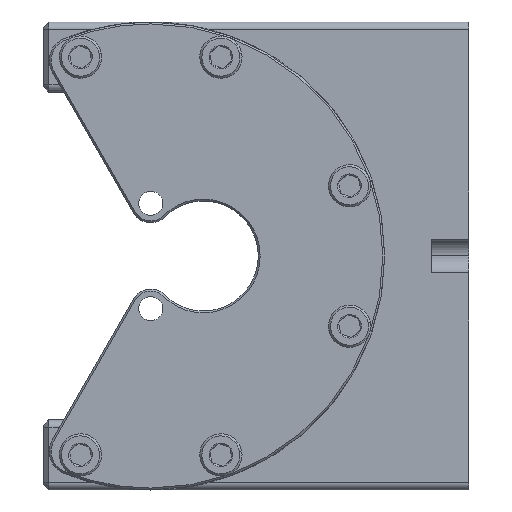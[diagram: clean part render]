
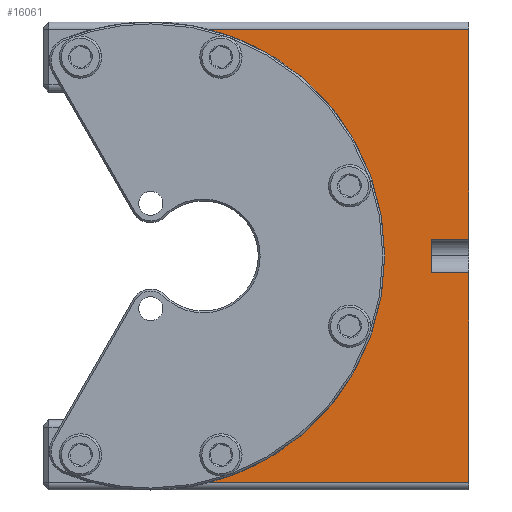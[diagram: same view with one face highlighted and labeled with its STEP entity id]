
A CAD part, left-side view. The second image highlights one B-rep face of the part: STEP entity #16061.
In plain terms, the highlighted planar face has unit normal (-1, 0, 0).
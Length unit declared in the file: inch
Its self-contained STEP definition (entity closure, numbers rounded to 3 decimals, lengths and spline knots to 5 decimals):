
#51 = EDGE_CURVE ( 'NONE', #15289, #363, #4656, .T. ) ;
#183 = CARTESIAN_POINT ( 'NONE',  ( -0.09112, 0.43713, 0.58478 ) ) ;
#363 = VERTEX_POINT ( 'NONE', #9932 ) ;
#457 = DIRECTION ( 'NONE',  ( 0., 0., -1. ) ) ;
#1271 = LINE ( 'NONE', #19002, #8263 ) ;
#1477 = ORIENTED_EDGE ( 'NONE', *, *, #10588, .T. ) ;
#1605 = DIRECTION ( 'NONE',  ( 0., 1., 0. ) ) ;
#1930 = LINE ( 'NONE', #183, #10379 ) ;
#3165 = DIRECTION ( 'NONE',  ( 0., 0., 1. ) ) ;
#3457 = CARTESIAN_POINT ( 'NONE',  ( -0.09112, 0.43713, 3.04478 ) ) ;
#4231 = DIRECTION ( 'NONE',  ( 0., 0., 1. ) ) ;
#4432 = CARTESIAN_POINT ( 'NONE',  ( -0.09112, 0.06213, 1.70478 ) ) ;
#4612 = CARTESIAN_POINT ( 'NONE',  ( -0.09112, 1.44844, 3.00478 ) ) ;
#4656 = LINE ( 'NONE', #12403, #4802 ) ;
#4802 = VECTOR ( 'NONE', #16791, 39.37008 ) ;
#5286 = CIRCLE ( 'NONE', #7447, 1.25 ) ;
#5451 = AXIS2_PLACEMENT_3D ( 'NONE', #3457, #16688, #457 ) ;
#5777 = CARTESIAN_POINT ( 'NONE',  ( -0.09112, 0.06213, 0.58478 ) ) ;
#6263 = VECTOR ( 'NONE', #4231, 39.37008 ) ;
#6813 = CARTESIAN_POINT ( 'NONE',  ( -0.09112, 1.44844, 0.58478 ) ) ;
#6846 = ORIENTED_EDGE ( 'NONE', *, *, #16532, .T. ) ;
#7090 = ORIENTED_EDGE ( 'NONE', *, *, #11153, .T. ) ;
#7447 = AXIS2_PLACEMENT_3D ( 'NONE', #7746, #10473, #3165 ) ;
#7609 = CARTESIAN_POINT ( 'NONE',  ( -0.09112, 0.06213, 3.04478 ) ) ;
#7746 = CARTESIAN_POINT ( 'NONE',  ( -0.09112, 1.76213, 1.79478 ) ) ;
#7817 = CARTESIAN_POINT ( 'NONE',  ( -0.09112, 0.06213, 3.00478 ) ) ;
#7978 = EDGE_CURVE ( 'NONE', #363, #16812, #11136, .T. ) ;
#8221 = VERTEX_POINT ( 'NONE', #5777 ) ;
#8263 = VECTOR ( 'NONE', #11825, 39.37008 ) ;
#8308 = ORIENTED_EDGE ( 'NONE', *, *, #10447, .F. ) ;
#8353 = EDGE_LOOP ( 'NONE', ( #8308, #18370, #1477, #14469, #14987, #6846, #7090, #14112 ) ) ;
#8399 = CARTESIAN_POINT ( 'NONE',  ( -0.09112, 0.06213, 1.88478 ) ) ;
#8493 = LINE ( 'NONE', #17430, #14276 ) ;
#8642 = VECTOR ( 'NONE', #1605, 39.37008 ) ;
#8680 = EDGE_CURVE ( 'NONE', #17985, #9018, #8983, .T. ) ;
#8983 = LINE ( 'NONE', #14917, #8642 ) ;
#9018 = VERTEX_POINT ( 'NONE', #4612 ) ;
#9209 = DIRECTION ( 'NONE',  ( 0., -1., 0. ) ) ;
#9566 = VECTOR ( 'NONE', #9209, 39.37008 ) ;
#9932 = CARTESIAN_POINT ( 'NONE',  ( -0.09112, 0.26213, 1.70478 ) ) ;
#9934 = VERTEX_POINT ( 'NONE', #6813 ) ;
#10379 = VECTOR ( 'NONE', #13473, 39.37008 ) ;
#10447 = EDGE_CURVE ( 'NONE', #9934, #9018, #5286, .T. ) ;
#10473 = DIRECTION ( 'NONE',  ( -1., 0., 0. ) ) ;
#10588 = EDGE_CURVE ( 'NONE', #8221, #16812, #8493, .T. ) ;
#11136 = LINE ( 'NONE', #17063, #9566 ) ;
#11153 = EDGE_CURVE ( 'NONE', #17699, #17985, #16363, .T. ) ;
#11825 = DIRECTION ( 'NONE',  ( 0., -1., 0. ) ) ;
#12403 = CARTESIAN_POINT ( 'NONE',  ( -0.09112, 0.26213, 1.88478 ) ) ;
#13473 = DIRECTION ( 'NONE',  ( 0., -1., 0. ) ) ;
#14112 = ORIENTED_EDGE ( 'NONE', *, *, #8680, .T. ) ;
#14276 = VECTOR ( 'NONE', #16180, 39.37008 ) ;
#14454 = CARTESIAN_POINT ( 'NONE',  ( -0.09112, 0.26213, 1.88478 ) ) ;
#14469 = ORIENTED_EDGE ( 'NONE', *, *, #7978, .F. ) ;
#14917 = CARTESIAN_POINT ( 'NONE',  ( -0.09112, 0.43713, 3.00478 ) ) ;
#14987 = ORIENTED_EDGE ( 'NONE', *, *, #51, .F. ) ;
#15021 = FACE_OUTER_BOUND ( 'NONE', #8353, .T. ) ;
#15289 = VERTEX_POINT ( 'NONE', #14454 ) ;
#16061 = ADVANCED_FACE ( 'NONE', ( #15021 ), #17821, .F. ) ;
#16180 = DIRECTION ( 'NONE',  ( 0., 0., 1. ) ) ;
#16363 = LINE ( 'NONE', #7609, #6263 ) ;
#16532 = EDGE_CURVE ( 'NONE', #15289, #17699, #1271, .T. ) ;
#16688 = DIRECTION ( 'NONE',  ( 1., 0., 0. ) ) ;
#16791 = DIRECTION ( 'NONE',  ( 0., 0., -1. ) ) ;
#16812 = VERTEX_POINT ( 'NONE', #4432 ) ;
#17063 = CARTESIAN_POINT ( 'NONE',  ( -0.09112, 0.26213, 1.70478 ) ) ;
#17430 = CARTESIAN_POINT ( 'NONE',  ( -0.09112, 0.06213, 3.04478 ) ) ;
#17694 = EDGE_CURVE ( 'NONE', #9934, #8221, #1930, .T. ) ;
#17699 = VERTEX_POINT ( 'NONE', #8399 ) ;
#17821 = PLANE ( 'NONE',  #5451 ) ;
#17985 = VERTEX_POINT ( 'NONE', #7817 ) ;
#18370 = ORIENTED_EDGE ( 'NONE', *, *, #17694, .T. ) ;
#19002 = CARTESIAN_POINT ( 'NONE',  ( -0.09112, 0.26213, 1.88478 ) ) ;
